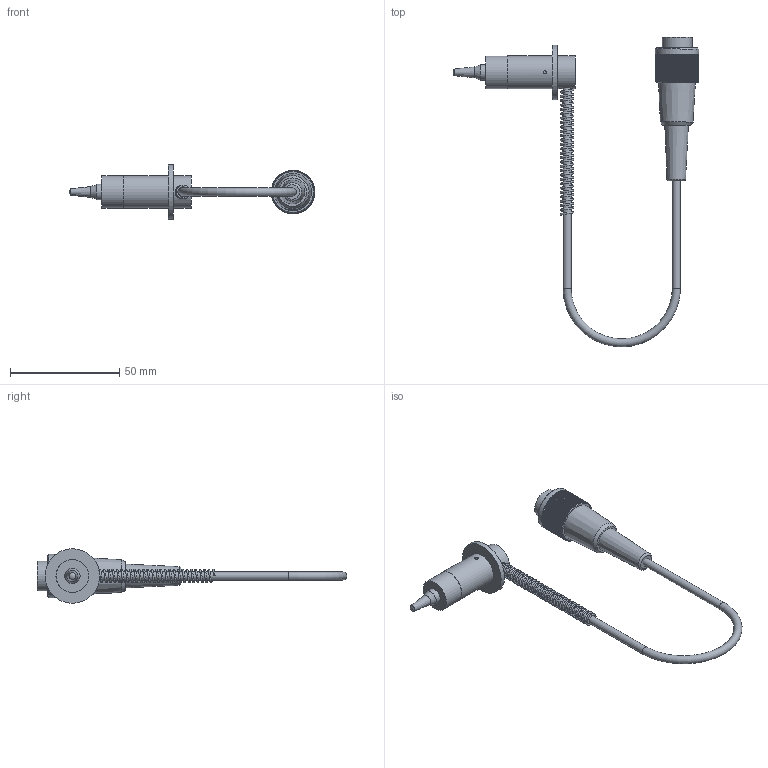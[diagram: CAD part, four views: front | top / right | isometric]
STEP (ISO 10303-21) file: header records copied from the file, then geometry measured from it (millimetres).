
FILE_DESCRIPTION(/* description */ (''),/* implementation_level */ '2;1');
FILE_NAME(/* name */ '1610 9015_XS2T-15_56L10.stp',/* time_stamp */ '2024-05-18T17:35:20+02:00',/* author */ ('kuttig'),/* organization */ (''),/* preprocessor_version */ 'ST-DEVELOPER v16.13',/* originating_system */ 'Autodesk Inventor 2018',/* authorisation */ '');
FILE_SCHEMA (('AUTOMOTIVE_DESIGN { 1 0 10303 214 3 1 1 }'));
Length unit declared in the file: millimetre
Products named in the file (1): 1610 9015_XS2T-15_56L10_Shrinkwrap_1
Bounding box: 112.56 x 141.83 x 25 mm (x, y, z)
Volume: 18106.1 mm3; surface area: 15501 mm2
Topology: 6 solids, 6 shells, 395 faces, 1075 edges, 704 vertices
Faces by surface type: plane 320, cylinder 40, cone 17, bspline 7, torus 6, sphere 5
Full cylindrical faces by diameter (mm): 1 x1, 1.49 x3, 1.5 x2, 2.459 x1, 3.7 x3, 6.3 x1, 7 x2, 9 x1, 10 x1, 10.2 x1, 11.5 x1, 12.9 x1, 13 x1, 13.6 x1, 13.9 x1, 14.9 x1, 15 x2, 17.1 x1, 19.9 x1, 25 x1
Entity records: 16827 total; most frequent: CARTESIAN_POINT 6470, DIRECTION 2114, ORIENTED_EDGE 1994, EDGE_CURVE 997, AXIS2_PLACEMENT_3D 749, VERTEX_POINT 680, LINE 616, VECTOR 616
